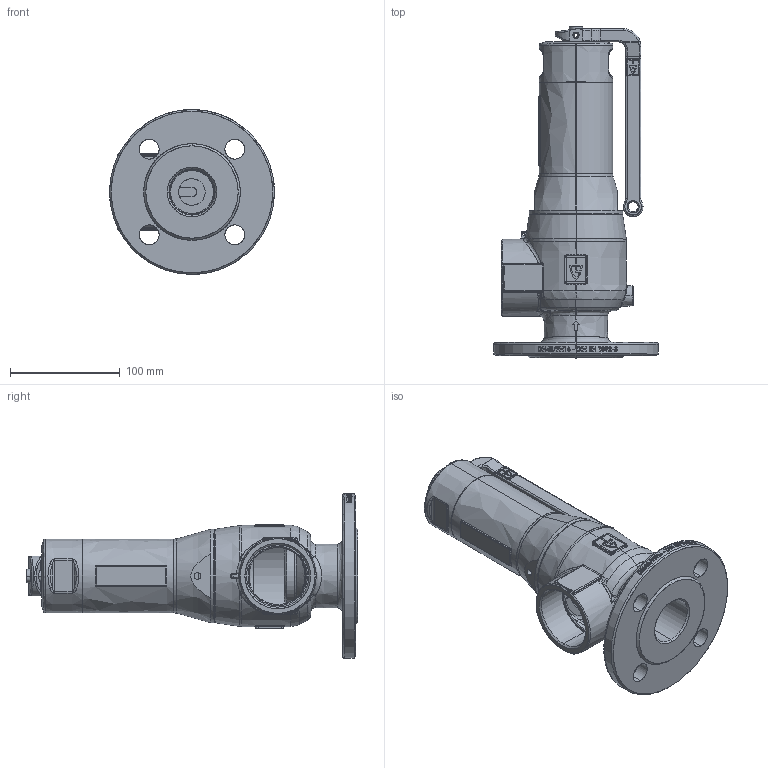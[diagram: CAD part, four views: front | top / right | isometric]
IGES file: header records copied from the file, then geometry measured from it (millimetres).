
Start section: SolidWorks IGES file using analytic representation for surfaces
Global section: file name: 645mGFL40_FLDIN-F_40-50 PTFE.IGS; native system: SolidWorks 2018; preprocessor: SolidWorks 2018; author: Hildenbrand; date: 190226.133041; units: millimetre
Bounding box: 150 x 302 x 150 mm (x, y, z)
Surface area: 218294.5 mm2 (no closed solid volume)
Topology: 0 solids, 0 shells, 1109 faces, 14574 edges, 14552 vertices
Faces by surface type: bspline 740, revolution 369
